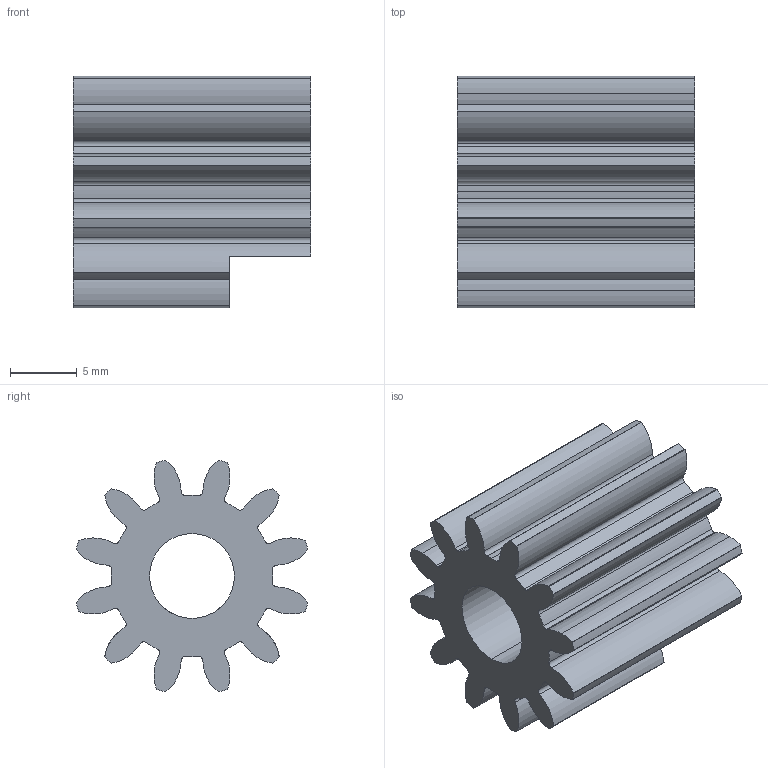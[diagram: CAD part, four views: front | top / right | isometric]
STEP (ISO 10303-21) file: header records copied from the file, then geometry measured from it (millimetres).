
FILE_DESCRIPTION (( 'STEP AP214' ), '1' );
FILE_NAME ('am-2396 12T 250 bore encoder gear.STEP', '2015-01-28T15:56:25', ( '' ), ( '' ), 'SwSTEP 2.0', 'SolidWorks 2014', '' );
FILE_SCHEMA (( 'AUTOMOTIVE_DESIGN' ));
Length unit declared in the file: inch
Products named in the file (1): am-2396 12T 250 bore encoder gear
Bounding box: 17.78 x 17.34 x 17.34 mm (x, y, z)
Volume: 2312.6 mm3; surface area: 2257.4 mm2
Topology: 1 solids, 1 shells, 117 faces, 348 edges, 232 vertices
Faces by surface type: cylinder 113, plane 4
Entity records: 4168 total; most frequent: DIRECTION 806, CARTESIAN_POINT 758, ORIENTED_EDGE 696, EDGE_CURVE 348, AXIS2_PLACEMENT_3D 344, VERTEX_POINT 232, CIRCLE 226, EDGE_LOOP 120
